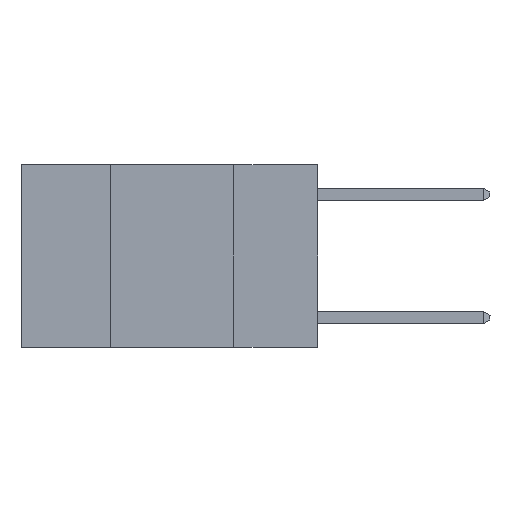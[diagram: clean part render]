
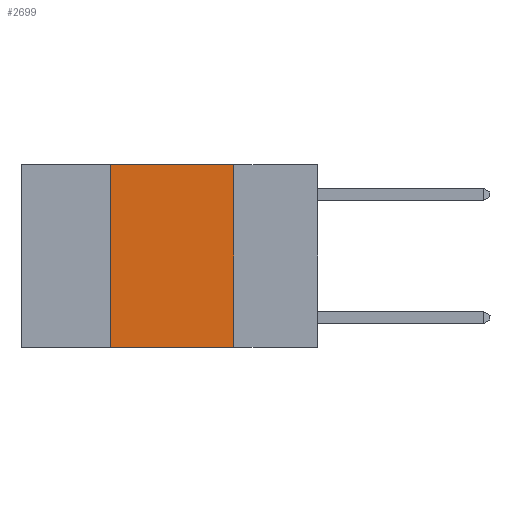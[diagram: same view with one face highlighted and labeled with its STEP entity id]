
A CAD part, left-side view. The second image highlights one B-rep face of the part: STEP entity #2699.
In plain terms, the highlighted planar face has unit normal (-1, 0, 0).
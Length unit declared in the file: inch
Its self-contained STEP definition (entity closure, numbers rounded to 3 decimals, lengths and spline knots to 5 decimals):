
#114 = ORIENTED_EDGE ( 'NONE', *, *, #14891, .F. ) ;
#253 = FACE_OUTER_BOUND ( 'NONE', #7408, .T. ) ;
#338 = CARTESIAN_POINT ( 'NONE',  ( 0., 0.42, -0.37 ) ) ;
#658 = VECTOR ( 'NONE', #19429, 39.37008 ) ;
#771 = CARTESIAN_POINT ( 'NONE',  ( 0., 0.42, 0. ) ) ;
#1558 = CARTESIAN_POINT ( 'NONE',  ( 0., 0.17, 0. ) ) ;
#2683 = EDGE_CURVE ( 'NONE', #5410, #21043, #21751, .T. ) ;
#2699 = ADVANCED_FACE ( 'NONE', ( #253 ), #9683, .F. ) ;
#3676 = DIRECTION ( 'NONE',  ( 0., -1., 0. ) ) ;
#5092 = LINE ( 'NONE', #771, #20597 ) ;
#5410 = VERTEX_POINT ( 'NONE', #338 ) ;
#5504 = ORIENTED_EDGE ( 'NONE', *, *, #8335, .F. ) ;
#5587 = VERTEX_POINT ( 'NONE', #13086 ) ;
#6039 = LINE ( 'NONE', #17401, #658 ) ;
#6149 = ORIENTED_EDGE ( 'NONE', *, *, #8131, .F. ) ;
#7408 = EDGE_LOOP ( 'NONE', ( #114, #5504, #6149, #11523 ) ) ;
#7748 = CARTESIAN_POINT ( 'NONE',  ( 0., 0.6, 0. ) ) ;
#7810 = VERTEX_POINT ( 'NONE', #1558 ) ;
#8131 = EDGE_CURVE ( 'NONE', #5410, #5587, #5092, .T. ) ;
#8335 = EDGE_CURVE ( 'NONE', #5587, #7810, #6039, .T. ) ;
#8632 = DIRECTION ( 'NONE',  ( 0., 0., -1. ) ) ;
#9683 = PLANE ( 'NONE',  #12136 ) ;
#9775 = DIRECTION ( 'NONE',  ( 0., 0., -1. ) ) ;
#10037 = VECTOR ( 'NONE', #8632, 39.37008 ) ;
#10673 = LINE ( 'NONE', #22687, #10037 ) ;
#11523 = ORIENTED_EDGE ( 'NONE', *, *, #2683, .T. ) ;
#12136 = AXIS2_PLACEMENT_3D ( 'NONE', #7748, #21829, #9775 ) ;
#13086 = CARTESIAN_POINT ( 'NONE',  ( 0., 0.42, 0. ) ) ;
#13764 = CARTESIAN_POINT ( 'NONE',  ( 0., 0.6, -0.37 ) ) ;
#14891 = EDGE_CURVE ( 'NONE', #7810, #21043, #10673, .T. ) ;
#14925 = DIRECTION ( 'NONE',  ( 0., 0., 1. ) ) ;
#16886 = CARTESIAN_POINT ( 'NONE',  ( 0., 0.17, -0.37 ) ) ;
#17056 = VECTOR ( 'NONE', #3676, 39.37008 ) ;
#17401 = CARTESIAN_POINT ( 'NONE',  ( 0., 0.6, 0. ) ) ;
#19429 = DIRECTION ( 'NONE',  ( 0., -1., 0. ) ) ;
#20597 = VECTOR ( 'NONE', #14925, 39.37008 ) ;
#21043 = VERTEX_POINT ( 'NONE', #16886 ) ;
#21751 = LINE ( 'NONE', #13764, #17056 ) ;
#21829 = DIRECTION ( 'NONE',  ( 1., 0., 0. ) ) ;
#22687 = CARTESIAN_POINT ( 'NONE',  ( 0., 0.17, 0. ) ) ;
